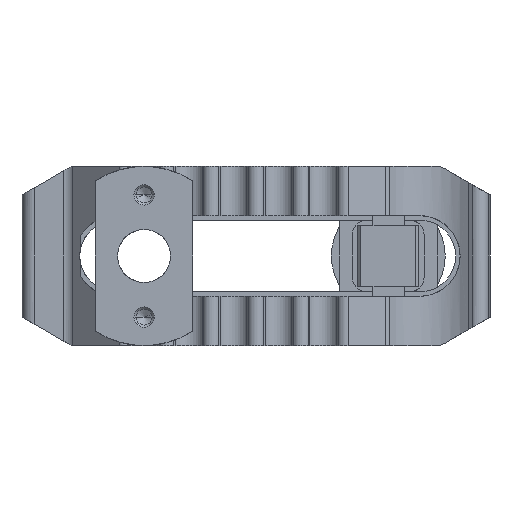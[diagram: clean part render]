
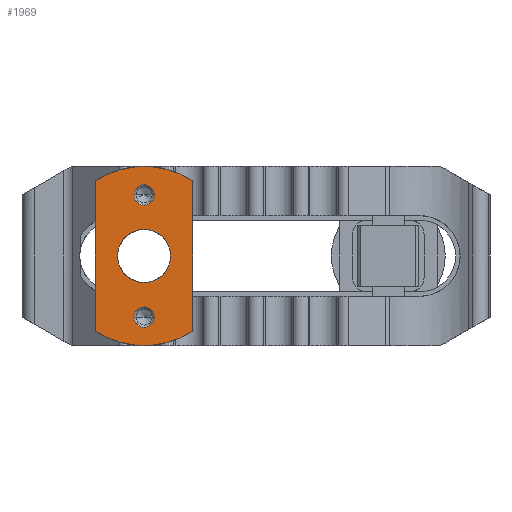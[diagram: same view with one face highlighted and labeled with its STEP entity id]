
A CAD part, front view. The second image highlights one B-rep face of the part: STEP entity #1969.
In plain terms, the highlighted planar face has unit normal (0, -1, 0).
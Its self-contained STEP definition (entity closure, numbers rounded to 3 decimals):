
#1725=VERTEX_POINT('',#5052);
#1731=VERTEX_POINT('',#5058);
#1969=ADVANCED_FACE('',(#5324,#5325,#5326,#5327),#5328,.T.);
#2337=EDGE_CURVE('',#3065,#3307,#5728,.T.);
#2397=VERTEX_POINT('',#5794);
#2775=EDGE_CURVE('',#4741,#3117,#6198,.T.);
#2819=EDGE_CURVE('',#1725,#1731,#6247,.T.);
#2969=EDGE_CURVE('',#3709,#4483,#6414,.T.);
#3065=VERTEX_POINT('',#6517);
#3117=VERTEX_POINT('',#6577);
#3307=VERTEX_POINT('',#6782);
#3593=EDGE_CURVE('',#4483,#3709,#7097,.T.);
#3709=VERTEX_POINT('',#7223);
#3819=VERTEX_POINT('',#7344);
#4427=EDGE_CURVE('',#3307,#3065,#8015,.T.);
#4483=VERTEX_POINT('',#8074);
#4501=EDGE_CURVE('',#3819,#2397,#8095,.T.);
#4663=EDGE_CURVE('',#3117,#4741,#8274,.T.);
#4687=EDGE_CURVE('',#1731,#2397,#8302,.T.);
#4741=VERTEX_POINT('',#8364);
#4951=EDGE_CURVE('',#3819,#1725,#8597,.T.);
#5052=CARTESIAN_POINT('',(12.0,0.,18.439));
#5058=CARTESIAN_POINT('',(12.0,0.,-18.439));
#5324=FACE_BOUND('',#9083,.T.);
#5325=FACE_BOUND('',#9084,.T.);
#5326=FACE_BOUND('',#9085,.T.);
#5327=FACE_OUTER_BOUND('',#9086,.T.);
#5328=PLANE('',#9087);
#5728=CIRCLE('',#9654,2.5);
#5794=CARTESIAN_POINT('',(-12.0,0.,-18.439));
#6198=CIRCLE('',#10480,2.5);
#6247=LINE('',#10541,#10542);
#6414=CIRCLE('',#10780,6.5);
#6517=CARTESIAN_POINT('',(2.5,0.,15.0));
#6577=CARTESIAN_POINT('',(2.5,0.,-15.0));
#6782=CARTESIAN_POINT('',(-2.5,0.,15.0));
#7097=CIRCLE('',#11881,6.5);
#7223=CARTESIAN_POINT('',(-6.5,0.,0.));
#7344=CARTESIAN_POINT('',(-12.0,0.,18.439));
#8015=CIRCLE('',#13220,2.5);
#8074=CARTESIAN_POINT('',(6.5,0.0,0.));
#8095=LINE('',#13335,#13336);
#8274=CIRCLE('',#13648,2.5);
#8302=CIRCLE('',#13719,22.0);
#8364=CARTESIAN_POINT('',(-2.5,0.,-15.0));
#8597=CIRCLE('',#14142,22.0);
#9083=EDGE_LOOP('',(#14606,#14607));
#9084=EDGE_LOOP('',(#14608,#14609));
#9085=EDGE_LOOP('',(#14610,#14611));
#9086=EDGE_LOOP('',(#14612,#14613,#14614,#14615));
#9087=AXIS2_PLACEMENT_3D('',#14616,#14617,#14618);
#9654=AXIS2_PLACEMENT_3D('',#15080,#15081,#15082);
#10480=AXIS2_PLACEMENT_3D('',#15576,#15577,#15578);
#10541=CARTESIAN_POINT('',(12.0,0.,23.0));
#10542=VECTOR('',#15649,1.0);
#10780=AXIS2_PLACEMENT_3D('',#15857,#15858,#15859);
#11881=AXIS2_PLACEMENT_3D('',#16604,#16605,#16606);
#13220=AXIS2_PLACEMENT_3D('',#17713,#17714,#17715);
#13335=CARTESIAN_POINT('',(-12.0,0.,23.0));
#13336=VECTOR('',#17806,1.0);
#13648=AXIS2_PLACEMENT_3D('',#18023,#18024,#18025);
#13719=AXIS2_PLACEMENT_3D('',#18072,#18073,#18074);
#14142=AXIS2_PLACEMENT_3D('',#18410,#18411,#18412);
#14606=ORIENTED_EDGE('',*,*,#2775,.T.);
#14607=ORIENTED_EDGE('',*,*,#4663,.T.);
#14608=ORIENTED_EDGE('',*,*,#2337,.T.);
#14609=ORIENTED_EDGE('',*,*,#4427,.T.);
#14610=ORIENTED_EDGE('',*,*,#3593,.T.);
#14611=ORIENTED_EDGE('',*,*,#2969,.T.);
#14612=ORIENTED_EDGE('',*,*,#4951,.F.);
#14613=ORIENTED_EDGE('',*,*,#4501,.T.);
#14614=ORIENTED_EDGE('',*,*,#4687,.F.);
#14615=ORIENTED_EDGE('',*,*,#2819,.F.);
#14616=CARTESIAN_POINT('',(-12.0,0.,23.0));
#14617=DIRECTION('',(0.,-1.0,0.));
#14618=DIRECTION('',(-1.0,0.,0.));
#15080=CARTESIAN_POINT('',(0.0,0.,15.0));
#15081=DIRECTION('',(0.,1.0,0.));
#15082=DIRECTION('',(1.0,0.,0.));
#15576=CARTESIAN_POINT('',(0.0,0.,-15.0));
#15577=DIRECTION('',(0.,1.0,0.));
#15578=DIRECTION('',(-1.0,0.,0.));
#15649=DIRECTION('',(0.0,0.,-1.0));
#15857=CARTESIAN_POINT('',(0.0,0.0,0.0));
#15858=DIRECTION('',(0.,1.0,0.));
#15859=DIRECTION('',(-1.0,0.,0.));
#16604=CARTESIAN_POINT('',(0.0,0.0,0.0));
#16605=DIRECTION('',(0.,1.0,0.));
#16606=DIRECTION('',(-1.0,0.,0.));
#17713=CARTESIAN_POINT('',(0.0,0.,15.0));
#17714=DIRECTION('',(0.,1.0,0.));
#17715=DIRECTION('',(1.0,0.,0.));
#17806=DIRECTION('',(0.0,0.,-1.0));
#18023=CARTESIAN_POINT('',(0.0,0.,-15.0));
#18024=DIRECTION('',(0.,1.0,0.));
#18025=DIRECTION('',(-1.0,0.,0.));
#18072=CARTESIAN_POINT('',(0.0,0.0,0.0));
#18073=DIRECTION('',(0.,1.0,0.));
#18074=DIRECTION('',(-1.0,0.,0.));
#18410=CARTESIAN_POINT('',(0.0,0.0,0.0));
#18411=DIRECTION('',(0.,1.0,0.));
#18412=DIRECTION('',(-1.0,0.,0.));
